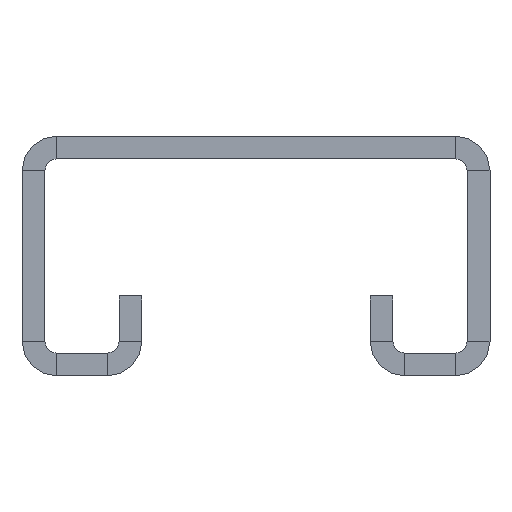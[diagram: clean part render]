
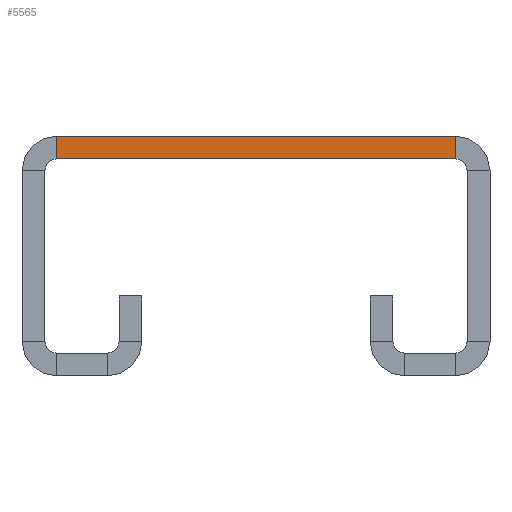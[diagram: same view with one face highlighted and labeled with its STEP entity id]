
A CAD part, front view. The second image highlights one B-rep face of the part: STEP entity #5565.
In plain terms, the highlighted planar face has unit normal (0, -1, 0).
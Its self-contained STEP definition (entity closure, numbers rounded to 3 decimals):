
#1261=DIRECTION('',(0.,0.,-1.));
#1262=VECTOR('',#1261,2.);
#1263=CARTESIAN_POINT('',(17.5,-1500.,10.5));
#1264=LINE('',#1263,#1262);
#1265=DIRECTION('',(1.,0.,0.));
#1266=VECTOR('',#1265,35.);
#1267=CARTESIAN_POINT('',(-17.5,-1500.,8.5));
#1268=LINE('',#1267,#1266);
#1269=DIRECTION('',(1.,0.,0.));
#1270=VECTOR('',#1269,35.);
#1271=CARTESIAN_POINT('',(-17.5,-1500.,10.5));
#1272=LINE('',#1271,#1270);
#2421=DIRECTION('',(0.,0.,-1.));
#2422=VECTOR('',#2421,2.);
#2423=CARTESIAN_POINT('',(-17.5,-1500.,10.5));
#2424=LINE('',#2423,#2422);
#3610=CARTESIAN_POINT('',(17.5,-1500.,10.5));
#3612=VERTEX_POINT('',#3610);
#3622=CARTESIAN_POINT('',(-17.5,-1500.,10.5));
#3624=VERTEX_POINT('',#3622);
#3658=CARTESIAN_POINT('',(17.5,-1500.,8.5));
#3660=VERTEX_POINT('',#3658);
#3670=CARTESIAN_POINT('',(-17.5,-1500.,8.5));
#3672=VERTEX_POINT('',#3670);
#5551=CARTESIAN_POINT('',(0.,-1500.,9.5));
#5552=DIRECTION('',(0.,-1.,0.));
#5553=DIRECTION('',(1.,0.,0.));
#5554=AXIS2_PLACEMENT_3D('',#5551,#5552,#5553);
#5555=PLANE('',#5554);
#5557=ORIENTED_EDGE('',*,*,#5556,.T.);
#5559=ORIENTED_EDGE('',*,*,#5558,.F.);
#5561=ORIENTED_EDGE('',*,*,#5560,.F.);
#5562=ORIENTED_EDGE('',*,*,#4942,.T.);
#5563=EDGE_LOOP('',(#5557,#5559,#5561,#5562));
#5564=FACE_OUTER_BOUND('',#5563,.F.);
#5565=ADVANCED_FACE('',(#5564),#5555,.T.);
#4942=EDGE_CURVE('',#3624,#3612,#1272,.T.);
#5556=EDGE_CURVE('',#3612,#3660,#1264,.T.);
#5558=EDGE_CURVE('',#3672,#3660,#1268,.T.);
#5560=EDGE_CURVE('',#3624,#3672,#2424,.T.);
